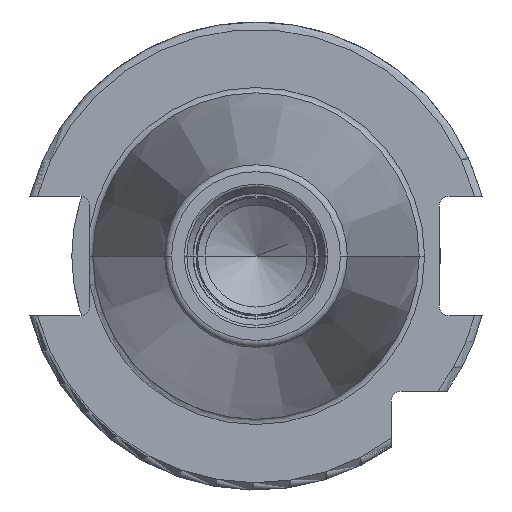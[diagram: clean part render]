
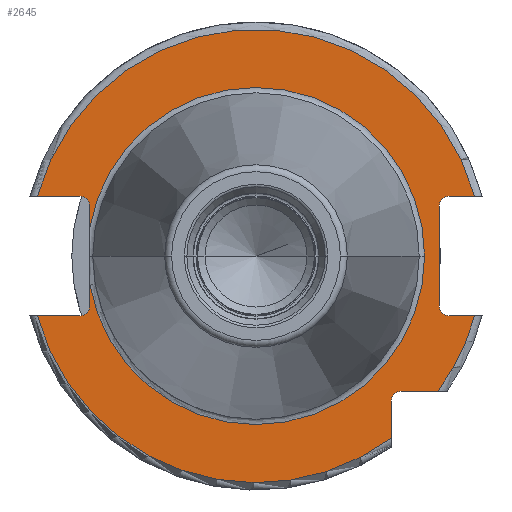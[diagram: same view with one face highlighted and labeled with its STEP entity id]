
A CAD part, left-side view. The second image highlights one B-rep face of the part: STEP entity #2645.
In plain terms, the highlighted planar face has unit normal (-1, 0, 0).
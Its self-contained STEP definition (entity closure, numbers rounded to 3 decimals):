
#105=CARTESIAN_POINT('',(3.2,22.55,-3.842));
#117=CARTESIAN_POINT('',(3.2,0.,0.));
#118=DIRECTION('',(-1.,0.,0.));
#119=DIRECTION('',(0.,0.986,-0.168));
#120=AXIS2_PLACEMENT_3D('',#117,#118,#119);
#147=CARTESIAN_POINT('',(3.2,23.9,-6.75));
#148=DIRECTION('',(1.,0.,0.));
#149=DIRECTION('',(0.,-1.,0.));
#150=AXIS2_PLACEMENT_3D('',#147,#148,#149);
#224=CARTESIAN_POINT('',(3.2,-26.2,6.75));
#225=DIRECTION('',(1.,0.,0.));
#226=DIRECTION('',(0.,1.,0.));
#227=AXIS2_PLACEMENT_3D('',#224,#225,#226);
#573=CARTESIAN_POINT('',(3.2,-26.2,-6.75));
#574=DIRECTION('',(1.,0.,0.));
#575=DIRECTION('',(0.,0.,-1.));
#576=AXIS2_PLACEMENT_3D('',#573,#574,#575);
#640=DIRECTION('',(0.,0.,-1.));
#641=VECTOR('',#640,2.908);
#642=CARTESIAN_POINT('',(3.2,22.55,6.75));
#643=LINE('',#642,#641);
#644=DIRECTION('',(0.,-1.,0.));
#645=VECTOR('',#644,5.777);
#646=CARTESIAN_POINT('',(3.2,29.677,8.1));
#647=LINE('',#646,#645);
#648=CARTESIAN_POINT('',(3.2,0.,0.));
#649=DIRECTION('',(1.,0.,0.));
#650=DIRECTION('',(0.,0.965,0.263));
#651=AXIS2_PLACEMENT_3D('',#648,#649,#650);
#653=DIRECTION('',(0.,1.,0.));
#654=VECTOR('',#653,3.477);
#655=CARTESIAN_POINT('',(3.2,-29.677,8.1));
#656=LINE('',#655,#654);
#657=DIRECTION('',(0.,0.,1.));
#658=VECTOR('',#657,13.5);
#659=CARTESIAN_POINT('',(3.2,-24.85,-6.75));
#660=LINE('',#659,#658);
#661=DIRECTION('',(0.,1.,0.));
#662=VECTOR('',#661,3.477);
#663=CARTESIAN_POINT('',(3.2,-29.677,-8.1));
#664=LINE('',#663,#662);
#665=CARTESIAN_POINT('',(3.2,0.,0.));
#666=DIRECTION('',(-1.,0.,0.));
#667=DIRECTION('',(0.,-0.803,-0.597));
#668=AXIS2_PLACEMENT_3D('',#665,#666,#667);
#670=DIRECTION('',(0.,-1.,0.));
#671=VECTOR('',#670,4.99);
#672=CARTESIAN_POINT('',(3.2,-19.7,-18.35));
#673=LINE('',#672,#671);
#674=DIRECTION('',(0.,0.,1.));
#675=VECTOR('',#674,4.99);
#676=CARTESIAN_POINT('',(3.2,-18.35,-24.69));
#677=LINE('',#676,#675);
#678=CARTESIAN_POINT('',(3.2,0.,0.));
#679=DIRECTION('',(-1.,0.,0.));
#680=DIRECTION('',(0.,0.965,-0.263));
#681=AXIS2_PLACEMENT_3D('',#678,#679,#680);
#683=DIRECTION('',(0.,-1.,0.));
#684=VECTOR('',#683,5.777);
#685=CARTESIAN_POINT('',(3.2,29.677,-8.1));
#686=LINE('',#685,#684);
#687=DIRECTION('',(0.,0.,-1.));
#688=VECTOR('',#687,2.908);
#689=CARTESIAN_POINT('',(3.2,22.55,-3.842));
#690=LINE('',#689,#688);
#696=CARTESIAN_POINT('',(3.2,23.9,6.75));
#697=DIRECTION('',(1.,0.,0.));
#698=DIRECTION('',(0.,0.,1.));
#699=AXIS2_PLACEMENT_3D('',#696,#697,#698);
#710=CARTESIAN_POINT('',(3.2,29.677,8.1));
#717=CARTESIAN_POINT('',(3.2,-29.677,8.1));
#1137=CARTESIAN_POINT('',(3.2,29.677,-8.1));
#1173=CARTESIAN_POINT('',(3.2,-29.677,-8.1));
#1200=CARTESIAN_POINT('',(3.2,-19.7,-19.7));
#1201=DIRECTION('',(1.,0.,0.));
#1202=DIRECTION('',(0.,1.,0.));
#1203=AXIS2_PLACEMENT_3D('',#1200,#1201,#1202);
#1271=CARTESIAN_POINT('',(3.2,22.55,3.842));
#1282=CARTESIAN_POINT('',(3.2,0.,0.));
#1283=DIRECTION('',(1.,0.,0.));
#1284=DIRECTION('',(0.,0.986,0.168));
#1285=AXIS2_PLACEMENT_3D('',#1282,#1283,#1284);
#1505=CARTESIAN_POINT('',(3.2,-22.875,0.));
#1507=VERTEX_POINT('',#1505);
#1647=VERTEX_POINT('',#1271);
#1649=VERTEX_POINT('',#105);
#1652=VERTEX_POINT('',#710);
#1653=VERTEX_POINT('',#717);
#1656=VERTEX_POINT('',#1137);
#1657=VERTEX_POINT('',#1173);
#1672=CARTESIAN_POINT('',(3.2,-18.35,-24.69));
#1673=VERTEX_POINT('',#1672);
#1675=CARTESIAN_POINT('',(3.2,-24.85,-6.75));
#1677=VERTEX_POINT('',#1675);
#1679=CARTESIAN_POINT('',(3.2,-26.2,-8.1));
#1681=VERTEX_POINT('',#1679);
#1683=CARTESIAN_POINT('',(3.2,-26.2,8.1));
#1685=VERTEX_POINT('',#1683);
#1687=CARTESIAN_POINT('',(3.2,-24.85,6.75));
#1689=VERTEX_POINT('',#1687);
#1696=CARTESIAN_POINT('',(3.2,23.9,8.1));
#1697=VERTEX_POINT('',#1696);
#1698=CARTESIAN_POINT('',(3.2,22.55,6.75));
#1699=VERTEX_POINT('',#1698);
#1700=CARTESIAN_POINT('',(3.2,22.55,-6.75));
#1701=VERTEX_POINT('',#1700);
#1702=CARTESIAN_POINT('',(3.2,23.9,-8.1));
#1703=VERTEX_POINT('',#1702);
#1704=CARTESIAN_POINT('',(3.2,-19.7,-18.35));
#1705=CARTESIAN_POINT('',(3.2,-24.69,-18.35));
#1706=VERTEX_POINT('',#1704);
#1707=VERTEX_POINT('',#1705);
#1708=CARTESIAN_POINT('',(3.2,-18.35,-19.7));
#1709=VERTEX_POINT('',#1708);
#2611=CARTESIAN_POINT('',(3.2,0.,0.));
#2612=DIRECTION('',(1.,0.,0.));
#2613=DIRECTION('',(0.,-1.,0.));
#2614=AXIS2_PLACEMENT_3D('',#2611,#2612,#2613);
#2615=PLANE('',#2614);
#2616=ORIENTED_EDGE('',*,*,#1963,.F.);
#2618=ORIENTED_EDGE('',*,*,#2617,.F.);
#2619=ORIENTED_EDGE('',*,*,#2069,.F.);
#2621=ORIENTED_EDGE('',*,*,#2620,.T.);
#2622=ORIENTED_EDGE('',*,*,#2097,.T.);
#2623=ORIENTED_EDGE('',*,*,#2133,.F.);
#2624=ORIENTED_EDGE('',*,*,#2156,.F.);
#2625=ORIENTED_EDGE('',*,*,#2510,.F.);
#2626=ORIENTED_EDGE('',*,*,#2544,.F.);
#2628=ORIENTED_EDGE('',*,*,#2627,.F.);
#2630=ORIENTED_EDGE('',*,*,#2629,.F.);
#2632=ORIENTED_EDGE('',*,*,#2631,.F.);
#2634=ORIENTED_EDGE('',*,*,#2633,.F.);
#2636=ORIENTED_EDGE('',*,*,#2635,.F.);
#2637=ORIENTED_EDGE('',*,*,#2585,.T.);
#2638=ORIENTED_EDGE('',*,*,#1981,.F.);
#2639=ORIENTED_EDGE('',*,*,#1968,.F.);
#2640=ORIENTED_EDGE('',*,*,#1935,.T.);
#2642=ORIENTED_EDGE('',*,*,#2641,.F.);
#2643=EDGE_LOOP('',(#2616,#2618,#2619,#2621,#2622,#2623,#2624,#2625,#2626,#2628,
#2630,#2632,#2634,#2636,#2637,#2638,#2639,#2640,#2642));
#2644=FACE_OUTER_BOUND('',#2643,.F.);
#2645=ADVANCED_FACE('',(#2644),#2615,.F.);
#121=CIRCLE('',#120,22.875);
#151=CIRCLE('',#150,1.35);
#228=CIRCLE('',#227,1.35);
#577=CIRCLE('',#576,1.35);
#652=CIRCLE('',#651,30.763);
#669=CIRCLE('',#668,30.763);
#682=CIRCLE('',#681,30.763);
#700=CIRCLE('',#699,1.35);
#1204=CIRCLE('',#1203,1.35);
#1286=CIRCLE('',#1285,22.875);
#1935=EDGE_CURVE('',#1649,#1507,#121,.T.);
#1963=EDGE_CURVE('',#1699,#1647,#643,.T.);
#1968=EDGE_CURVE('',#1649,#1701,#690,.T.);
#1981=EDGE_CURVE('',#1701,#1703,#151,.T.);
#2069=EDGE_CURVE('',#1652,#1697,#647,.T.);
#2097=EDGE_CURVE('',#1653,#1685,#656,.T.);
#2133=EDGE_CURVE('',#1689,#1685,#228,.T.);
#2156=EDGE_CURVE('',#1677,#1689,#660,.T.);
#2510=EDGE_CURVE('',#1681,#1677,#577,.T.);
#2544=EDGE_CURVE('',#1657,#1681,#664,.T.);
#2585=EDGE_CURVE('',#1656,#1703,#686,.T.);
#2617=EDGE_CURVE('',#1697,#1699,#700,.T.);
#2620=EDGE_CURVE('',#1652,#1653,#652,.T.);
#2627=EDGE_CURVE('',#1707,#1657,#669,.T.);
#2629=EDGE_CURVE('',#1706,#1707,#673,.T.);
#2631=EDGE_CURVE('',#1709,#1706,#1204,.T.);
#2633=EDGE_CURVE('',#1673,#1709,#677,.T.);
#2635=EDGE_CURVE('',#1656,#1673,#682,.T.);
#2641=EDGE_CURVE('',#1647,#1507,#1286,.T.);
